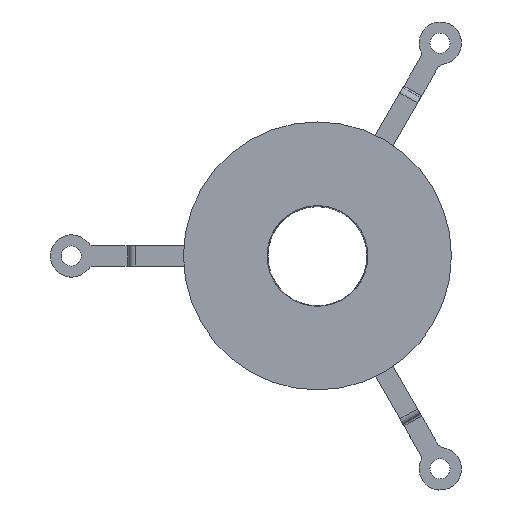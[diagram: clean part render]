
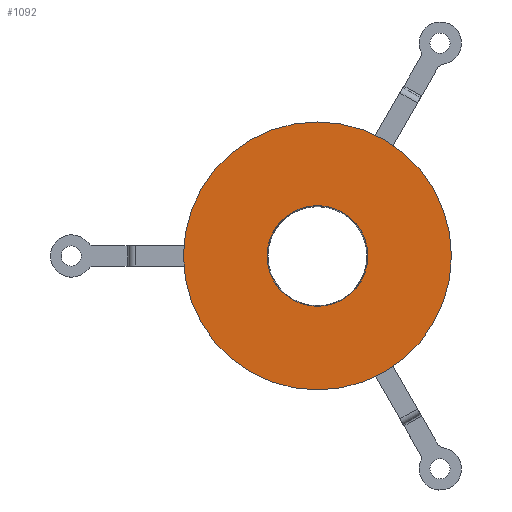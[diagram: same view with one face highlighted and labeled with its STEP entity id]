
A CAD part, top view. The second image highlights one B-rep face of the part: STEP entity #1092.
In plain terms, the highlighted face is planar.
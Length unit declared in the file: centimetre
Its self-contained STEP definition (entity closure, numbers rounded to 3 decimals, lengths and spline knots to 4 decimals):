
#64=FACE_BOUND('',#179,.T.);
#73=PLANE('',#1180);
#114=FACE_OUTER_BOUND('',#178,.T.);
#178=EDGE_LOOP('',(#805));
#179=EDGE_LOOP('',(#806));
#442=CIRCLE('',#1176,66.5);
#443=CIRCLE('',#1178,25.);
#506=VERTEX_POINT('',#1690);
#507=VERTEX_POINT('',#1694);
#620=EDGE_CURVE('',#506,#506,#442,.T.);
#621=EDGE_CURVE('',#507,#507,#443,.T.);
#805=ORIENTED_EDGE('',*,*,#620,.T.);
#806=ORIENTED_EDGE('',*,*,#621,.T.);
#1092=ADVANCED_FACE('',(#114,#64),#73,.T.);
#1176=AXIS2_PLACEMENT_3D('',#1692,#1342,#1343);
#1178=AXIS2_PLACEMENT_3D('',#1695,#1346,#1347);
#1180=AXIS2_PLACEMENT_3D('',#1699,#1351,#1352);
#1342=DIRECTION('center_axis',(0.,1.,0.));
#1343=DIRECTION('ref_axis',(-1.,0.,0.));
#1346=DIRECTION('center_axis',(0.,-1.,0.));
#1347=DIRECTION('ref_axis',(1.,0.,0.));
#1351=DIRECTION('center_axis',(0.,1.,0.));
#1352=DIRECTION('ref_axis',(-1.,0.,0.));
#1690=CARTESIAN_POINT('',(2019.6856,401.3219,106.9633));
#1692=CARTESIAN_POINT('Origin',(1953.1856,401.3219,106.9633));
#1694=CARTESIAN_POINT('',(1928.1856,401.3219,106.9633));
#1695=CARTESIAN_POINT('Origin',(1953.1856,401.3219,106.9633));
#1699=CARTESIAN_POINT('Origin',(1953.1856,401.3219,106.9633));
